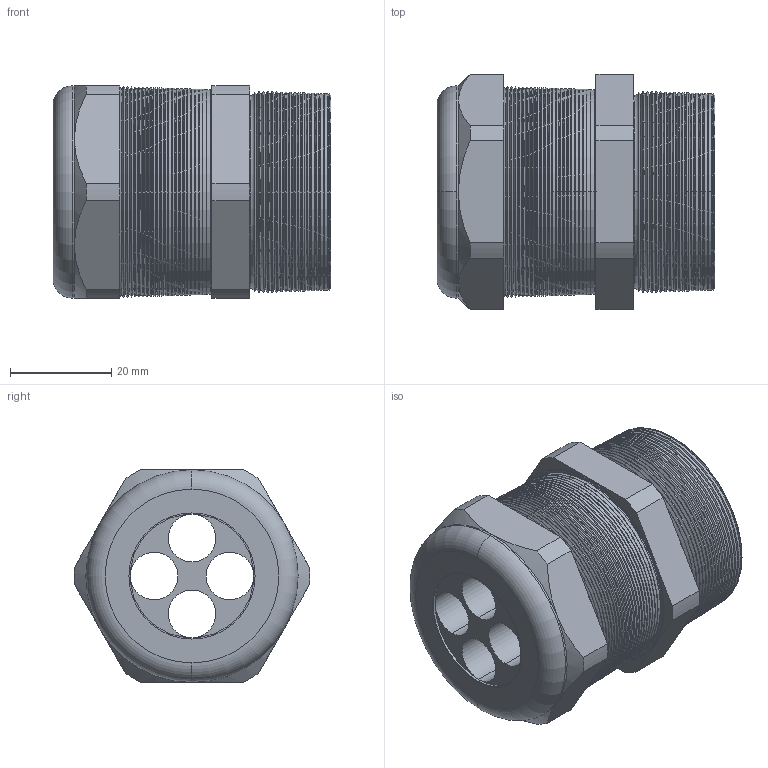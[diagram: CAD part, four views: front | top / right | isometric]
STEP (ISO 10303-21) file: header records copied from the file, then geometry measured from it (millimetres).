
FILE_DESCRIPTION (( 'STEP AP203' ), '1' );
FILE_NAME ('CD29L3-GY.STEP', '2009-01-06T10:28:25', ( 'BSI00' ), ( '' ), 'SwSTEP 2.0', 'SolidWorks 2007', '' );
FILE_SCHEMA (( 'CONFIG_CONTROL_DESIGN' ));
Length unit declared in the file: inch
Products named in the file (1): CD29L3-GY
Bounding box: 54.86 x 46.51 x 41.91 mm (x, y, z)
Volume: 41755.3 mm3; surface area: 19143.1 mm2
Topology: 2 solids, 2 shells, 315 faces, 656 edges, 350 vertices
Faces by surface type: cone 260, cylinder 28, plane 21, torus 6
Entity records: 8335 total; most frequent: DIRECTION 1608, CARTESIAN_POINT 1418, ORIENTED_EDGE 1312, EDGE_CURVE 656, AXIS2_PLACEMENT_3D 648, VERTEX_POINT 350, CIRCLE 332, EDGE_LOOP 330
